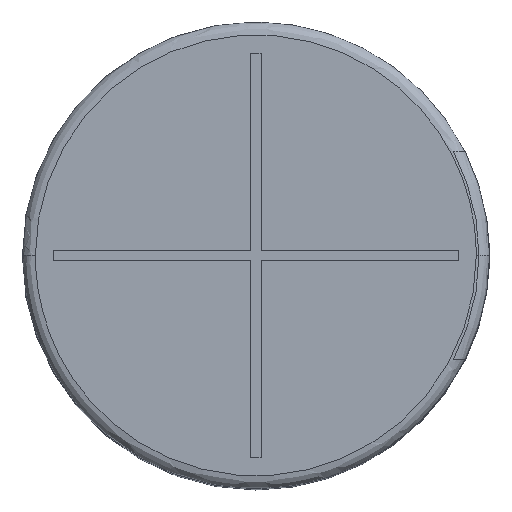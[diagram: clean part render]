
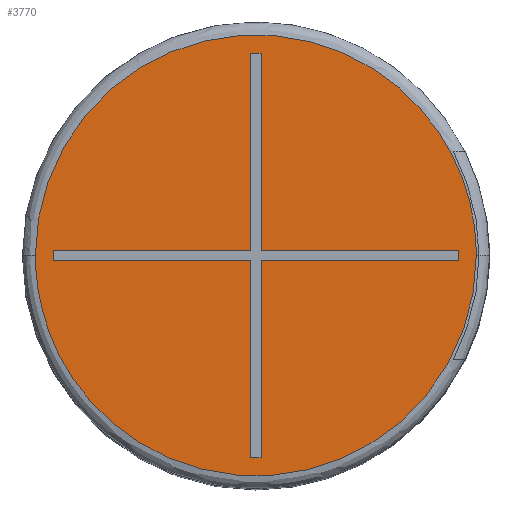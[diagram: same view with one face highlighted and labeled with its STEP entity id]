
A CAD part, top view. The second image highlights one B-rep face of the part: STEP entity #3770.
In plain terms, the highlighted planar face has unit normal (0, 0, 1).
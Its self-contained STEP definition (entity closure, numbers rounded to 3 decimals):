
#43 = VECTOR ( 'NONE', #83, 1000. ) ;
#62 = VERTEX_POINT ( 'NONE', #2994 ) ;
#67 = ORIENTED_EDGE ( 'NONE', *, *, #1956, .F. ) ;
#83 = DIRECTION ( 'NONE',  ( 0., 1., 0. ) ) ;
#114 = LINE ( 'NONE', #1337, #1352 ) ;
#134 = EDGE_LOOP ( 'NONE', ( #1565, #1488, #537, #373, #3043, #3831, #1874, #1422, #67, #859, #3564, #2085 ) ) ;
#184 = FACE_BOUND ( 'NONE', #134, .T. ) ;
#204 = CARTESIAN_POINT ( 'NONE',  ( 0., -0.2, 26.5 ) ) ;
#216 = CARTESIAN_POINT ( 'NONE',  ( 0.2, -7.8, 26.5 ) ) ;
#296 = LINE ( 'NONE', #593, #1395 ) ;
#361 = VERTEX_POINT ( 'NONE', #541 ) ;
#373 = ORIENTED_EDGE ( 'NONE', *, *, #1704, .F. ) ;
#409 = CARTESIAN_POINT ( 'NONE',  ( -0.2, 0., 26.5 ) ) ;
#424 = CARTESIAN_POINT ( 'NONE',  ( 0., 7.8, 26.5 ) ) ;
#449 = CARTESIAN_POINT ( 'NONE',  ( 0.2, 7.8, 26.5 ) ) ;
#536 = CARTESIAN_POINT ( 'NONE',  ( -7.8, -0.2, 26.5 ) ) ;
#537 = ORIENTED_EDGE ( 'NONE', *, *, #2301, .F. ) ;
#541 = CARTESIAN_POINT ( 'NONE',  ( 8.5, 0., 26.5 ) ) ;
#592 = CARTESIAN_POINT ( 'NONE',  ( -8.5, -17., 26.5 ) ) ;
#593 = CARTESIAN_POINT ( 'NONE',  ( 0., -0.2, 26.5 ) ) ;
#644 = VERTEX_POINT ( 'NONE', #536 ) ;
#767 = CARTESIAN_POINT ( 'NONE',  ( 8.5, 17., 26.5 ) ) ;
#775 = VERTEX_POINT ( 'NONE', #3762 ) ;
#776 = DIRECTION ( 'NONE',  ( -1., 0., 0. ) ) ;
#859 = ORIENTED_EDGE ( 'NONE', *, *, #910, .F. ) ;
#865 = LINE ( 'NONE', #204, #3634 ) ;
#905 = CARTESIAN_POINT ( 'NONE',  ( -8.5, 0., 26.5 ) ) ;
#910 = EDGE_CURVE ( 'NONE', #3511, #1710, #1866, .T. ) ;
#936 = VECTOR ( 'NONE', #1340, 1000. ) ;
#984 = EDGE_CURVE ( 'NONE', #62, #644, #3827, .T. ) ;
#1028 = EDGE_CURVE ( 'NONE', #2476, #62, #1146, .T. ) ;
#1046 = ORIENTED_EDGE ( 'NONE', *, *, #1069, .F. ) ;
#1060 = CARTESIAN_POINT ( 'NONE',  ( -7.8, 0., 26.5 ) ) ;
#1069 = EDGE_CURVE ( 'NONE', #3733, #361, #2706, .T. ) ;
#1073 = CARTESIAN_POINT ( 'NONE',  ( 0., 0.2, 26.5 ) ) ;
#1109 = FACE_OUTER_BOUND ( 'NONE', #3595, .T. ) ;
#1146 = LINE ( 'NONE', #3624, #3972 ) ;
#1162 = CARTESIAN_POINT ( 'NONE',  ( 8.5, 0., 26.5 ) ) ;
#1210 = CARTESIAN_POINT ( 'NONE',  ( -0.2, -0.2, 26.5 ) ) ;
#1231 = CARTESIAN_POINT ( 'NONE',  ( 0., -7.8, 26.5 ) ) ;
#1273 = CARTESIAN_POINT ( 'NONE',  ( -0.2, 0., 26.5 ) ) ;
#1289 = EDGE_CURVE ( 'NONE', #775, #2476, #2550, .T. ) ;
#1329 = VECTOR ( 'NONE', #3512, 1000. ) ;
#1337 = CARTESIAN_POINT ( 'NONE',  ( 0.2, 0., 26.5 ) ) ;
#1340 = DIRECTION ( 'NONE',  ( 0., -1., 0. ) ) ;
#1352 = VECTOR ( 'NONE', #2576, 1000. ) ;
#1383 = CARTESIAN_POINT ( 'NONE',  ( -8.5, 0., 26.5 ) ) ;
#1395 = VECTOR ( 'NONE', #2144, 1000. ) ;
#1422 = ORIENTED_EDGE ( 'NONE', *, *, #1289, .F. ) ;
#1424 = VERTEX_POINT ( 'NONE', #216 ) ;
#1436 = DIRECTION ( 'NONE',  ( 1., 0., 0. ) ) ;
#1488 = ORIENTED_EDGE ( 'NONE', *, *, #3145, .F. ) ;
#1548 = CARTESIAN_POINT ( 'NONE',  ( 8.5, -17., 26.5 ) ) ;
#1558 = AXIS2_PLACEMENT_3D ( 'NONE', #3606, #1768, #2972 ) ;
#1565 = ORIENTED_EDGE ( 'NONE', *, *, #3063, .F. ) ;
#1641 = ORIENTED_EDGE ( 'NONE', *, *, #2201, .F. ) ;
#1682 = CARTESIAN_POINT ( 'NONE',  ( 7.8, 0., 26.5 ) ) ;
#1704 = EDGE_CURVE ( 'NONE', #3657, #3173, #3167, .T. ) ;
#1710 = VERTEX_POINT ( 'NONE', #449 ) ;
#1753 = LINE ( 'NONE', #1073, #2149 ) ;
#1755 = VERTEX_POINT ( 'NONE', #2055 ) ;
#1759 = CARTESIAN_POINT ( 'NONE',  ( -0.2, -7.8, 26.5 ) ) ;
#1768 = DIRECTION ( 'NONE',  ( 0., 0., -1. ) ) ;
#1866 = LINE ( 'NONE', #3959, #2304 ) ;
#1874 = ORIENTED_EDGE ( 'NONE', *, *, #1028, .F. ) ;
#1880 = CARTESIAN_POINT ( 'NONE',  ( 8.5, 0., 26.5 ) ) ;
#1956 = EDGE_CURVE ( 'NONE', #1710, #775, #3535, .T. ) ;
#2055 = CARTESIAN_POINT ( 'NONE',  ( 7.8, 0.2, 26.5 ) ) ;
#2065 = VECTOR ( 'NONE', #3541, 1000. ) ;
#2085 = ORIENTED_EDGE ( 'NONE', *, *, #2785, .F. ) ;
#2131 = CARTESIAN_POINT ( 'NONE',  ( -0.2, 0.2, 26.5 ) ) ;
#2135 = VERTEX_POINT ( 'NONE', #3870 ) ;
#2144 = DIRECTION ( 'NONE',  ( 1., 0., 0. ) ) ;
#2149 = VECTOR ( 'NONE', #776, 1000. ) ;
#2201 = EDGE_CURVE ( 'NONE', #361, #3733, #2500, .T. ) ;
#2301 = EDGE_CURVE ( 'NONE', #3173, #1424, #3429, .T. ) ;
#2304 = VECTOR ( 'NONE', #2811, 1000. ) ;
#2476 = VERTEX_POINT ( 'NONE', #2131 ) ;
#2500 =( BOUNDED_CURVE ( )  B_SPLINE_CURVE ( 3, ( #1880, #1548, #592, #905 ),
 .UNSPECIFIED., .F., .T. ) 
 B_SPLINE_CURVE_WITH_KNOTS ( ( 4, 4 ),
 ( 0., 0.5 ),
 .UNSPECIFIED. ) 
 CURVE ( )  GEOMETRIC_REPRESENTATION_ITEM ( )  RATIONAL_B_SPLINE_CURVE ( ( 1., 0.333, 0.333, 1. ) ) 
 REPRESENTATION_ITEM ( '' )  );
#2550 = LINE ( 'NONE', #1273, #3346 ) ;
#2576 = DIRECTION ( 'NONE',  ( 0., 1., 0. ) ) ;
#2706 =( BOUNDED_CURVE ( )  B_SPLINE_CURVE ( 3, ( #1383, #3933, #767, #1162 ),
 .UNSPECIFIED., .F., .T. ) 
 B_SPLINE_CURVE_WITH_KNOTS ( ( 4, 4 ),
 ( 0.5, 1. ),
 .UNSPECIFIED. ) 
 CURVE ( )  GEOMETRIC_REPRESENTATION_ITEM ( )  RATIONAL_B_SPLINE_CURVE ( ( 1., 0.333, 0.333, 1. ) ) 
 REPRESENTATION_ITEM ( '' )  );
#2785 = EDGE_CURVE ( 'NONE', #2135, #1755, #2903, .T. ) ;
#2811 = DIRECTION ( 'NONE',  ( 0., 1., 0. ) ) ;
#2853 = CARTESIAN_POINT ( 'NONE',  ( -8.5, 0., 26.5 ) ) ;
#2899 = VERTEX_POINT ( 'NONE', #3626 ) ;
#2903 = LINE ( 'NONE', #1682, #43 ) ;
#2972 = DIRECTION ( 'NONE',  ( 0., 1., 0. ) ) ;
#2994 = CARTESIAN_POINT ( 'NONE',  ( -7.8, 0.2, 26.5 ) ) ;
#3043 = ORIENTED_EDGE ( 'NONE', *, *, #3837, .F. ) ;
#3063 = EDGE_CURVE ( 'NONE', #2899, #2135, #296, .T. ) ;
#3145 = EDGE_CURVE ( 'NONE', #1424, #2899, #114, .T. ) ;
#3167 = LINE ( 'NONE', #409, #2065 ) ;
#3173 = VERTEX_POINT ( 'NONE', #1759 ) ;
#3193 = DIRECTION ( 'NONE',  ( 0., -1., 0. ) ) ;
#3221 = VECTOR ( 'NONE', #3372, 1000. ) ;
#3292 = CARTESIAN_POINT ( 'NONE',  ( 0.2, 0.2, 26.5 ) ) ;
#3346 = VECTOR ( 'NONE', #3193, 1000. ) ;
#3372 = DIRECTION ( 'NONE',  ( 1., 0., 0. ) ) ;
#3429 = LINE ( 'NONE', #1231, #3221 ) ;
#3511 = VERTEX_POINT ( 'NONE', #3292 ) ;
#3512 = DIRECTION ( 'NONE',  ( -1., 0., 0. ) ) ;
#3518 = EDGE_CURVE ( 'NONE', #1755, #3511, #1753, .T. ) ;
#3535 = LINE ( 'NONE', #424, #1329 ) ;
#3541 = DIRECTION ( 'NONE',  ( 0., -1., 0. ) ) ;
#3558 = PLANE ( 'NONE',  #1558 ) ;
#3564 = ORIENTED_EDGE ( 'NONE', *, *, #3518, .F. ) ;
#3595 = EDGE_LOOP ( 'NONE', ( #1641, #1046 ) ) ;
#3601 = DIRECTION ( 'NONE',  ( -1., 0., 0. ) ) ;
#3606 = CARTESIAN_POINT ( 'NONE',  ( 0., 0., 26.5 ) ) ;
#3624 = CARTESIAN_POINT ( 'NONE',  ( 0., 0.2, 26.5 ) ) ;
#3626 = CARTESIAN_POINT ( 'NONE',  ( 0.2, -0.2, 26.5 ) ) ;
#3634 = VECTOR ( 'NONE', #1436, 1000. ) ;
#3657 = VERTEX_POINT ( 'NONE', #1210 ) ;
#3733 = VERTEX_POINT ( 'NONE', #2853 ) ;
#3762 = CARTESIAN_POINT ( 'NONE',  ( -0.2, 7.8, 26.5 ) ) ;
#3770 = ADVANCED_FACE ( 'NONE', ( #184, #1109 ), #3558, .F. ) ;
#3827 = LINE ( 'NONE', #1060, #936 ) ;
#3831 = ORIENTED_EDGE ( 'NONE', *, *, #984, .F. ) ;
#3837 = EDGE_CURVE ( 'NONE', #644, #3657, #865, .T. ) ;
#3870 = CARTESIAN_POINT ( 'NONE',  ( 7.8, -0.2, 26.5 ) ) ;
#3933 = CARTESIAN_POINT ( 'NONE',  ( -8.5, 17., 26.5 ) ) ;
#3959 = CARTESIAN_POINT ( 'NONE',  ( 0.2, 0., 26.5 ) ) ;
#3972 = VECTOR ( 'NONE', #3601, 1000. ) ;
